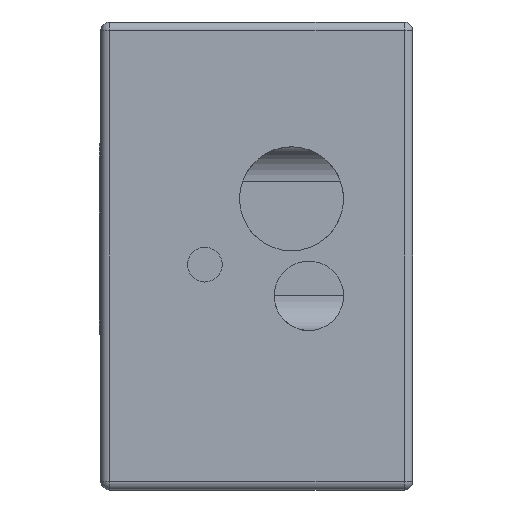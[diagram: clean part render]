
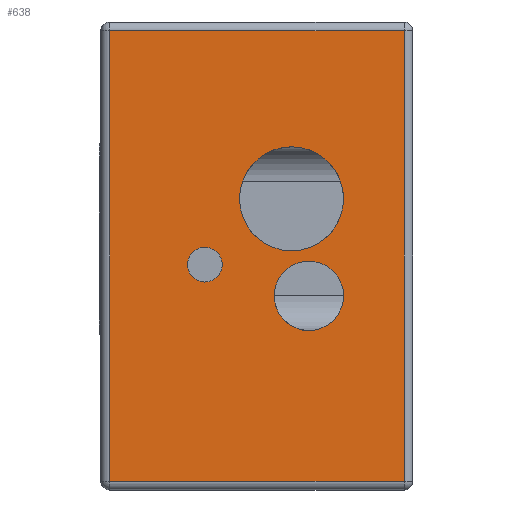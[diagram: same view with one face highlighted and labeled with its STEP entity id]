
A CAD part, left-side view. The second image highlights one B-rep face of the part: STEP entity #638.
In plain terms, the highlighted planar face has unit normal (-1, 0, 0).
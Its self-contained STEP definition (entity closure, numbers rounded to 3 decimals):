
#475 = VERTEX_POINT ( 'NONE', #1631 ) ;
#504 = EDGE_CURVE ( 'NONE', #475, #505, #1694, .T. ) ;
#505 = VERTEX_POINT ( 'NONE', #1752 ) ;
#568 = ORIENTED_EDGE ( 'NONE', *, *, #682, .F. ) ;
#579 = EDGE_LOOP ( 'NONE', ( #635, #617 ) ) ;
#590 = VERTEX_POINT ( 'NONE', #1868 ) ;
#598 = ORIENTED_EDGE ( 'NONE', *, *, #650, .T. ) ;
#599 = EDGE_CURVE ( 'NONE', #811, #883, #1853, .T. ) ;
#617 = ORIENTED_EDGE ( 'NONE', *, *, #504, .F. ) ;
#635 = ORIENTED_EDGE ( 'NONE', *, *, #749, .F. ) ;
#636 = EDGE_CURVE ( 'NONE', #3470, #3479, #1964, .T. ) ;
#638 = ADVANCED_FACE ( 'NONE', ( #1996, #1960, #1950, #1944 ), #2001, .T. ) ;
#639 = ORIENTED_EDGE ( 'NONE', *, *, #636, .F. ) ;
#640 = ORIENTED_EDGE ( 'NONE', *, *, #3475, .F. ) ;
#641 = EDGE_LOOP ( 'NONE', ( #639, #836 ) ) ;
#650 = EDGE_CURVE ( 'NONE', #590, #811, #1979, .T. ) ;
#651 = EDGE_CURVE ( 'NONE', #782, #590, #1975, .T. ) ;
#652 = ORIENTED_EDGE ( 'NONE', *, *, #599, .T. ) ;
#653 = ORIENTED_EDGE ( 'NONE', *, *, #651, .T. ) ;
#682 = EDGE_CURVE ( 'NONE', #3478, #3485, #2049, .T. ) ;
#719 = EDGE_LOOP ( 'NONE', ( #568, #640 ) ) ;
#748 = ORIENTED_EDGE ( 'NONE', *, *, #882, .T. ) ;
#749 = EDGE_CURVE ( 'NONE', #505, #475, #2185, .T. ) ;
#782 = VERTEX_POINT ( 'NONE', #2206 ) ;
#811 = VERTEX_POINT ( 'NONE', #2220 ) ;
#836 = ORIENTED_EDGE ( 'NONE', *, *, #3488, .F. ) ;
#837 = EDGE_LOOP ( 'NONE', ( #748, #653, #598, #652 ) ) ;
#882 = EDGE_CURVE ( 'NONE', #883, #782, #2359, .T. ) ;
#883 = VERTEX_POINT ( 'NONE', #2369 ) ;
#1631 = CARTESIAN_POINT ( 'NONE',  ( 0., -11., -13.2 ) ) ;
#1694 = CIRCLE ( 'NONE', #1697, 3. ) ;
#1697 = AXIS2_PLACEMENT_3D ( 'NONE', #1746, #1745, #1744 ) ;
#1744 = DIRECTION ( 'NONE',  ( 0., 0., 1. ) ) ;
#1745 = DIRECTION ( 'NONE',  ( -1., 0., 0. ) ) ;
#1746 = CARTESIAN_POINT ( 'NONE',  ( 0., -11., -10.2 ) ) ;
#1752 = CARTESIAN_POINT ( 'NONE',  ( 0., -11., -7.2 ) ) ;
#1853 = LINE ( 'NONE', #1913, #1912 ) ;
#1868 = CARTESIAN_POINT ( 'NONE',  ( 0., -0.5, -0.5 ) ) ;
#1911 = DIRECTION ( 'NONE',  ( 0., -1., 0. ) ) ;
#1912 = VECTOR ( 'NONE', #1911, 1000. ) ;
#1913 = CARTESIAN_POINT ( 'NONE',  ( 0., -18., -26.5 ) ) ;
#1943 = AXIS2_PLACEMENT_3D ( 'NONE', #2000, #1999, #1998 ) ;
#1944 = FACE_OUTER_BOUND ( 'NONE', #837, .T. ) ;
#1949 = DIRECTION ( 'NONE',  ( -1., 0., 0. ) ) ;
#1950 = FACE_BOUND ( 'NONE', #579, .T. ) ;
#1958 = AXIS2_PLACEMENT_3D ( 'NONE', #2004, #1949, #1997 ) ;
#1960 = FACE_BOUND ( 'NONE', #641, .T. ) ;
#1964 = CIRCLE ( 'NONE', #1943, 2. ) ;
#1971 = DIRECTION ( 'NONE',  ( 0., 1., 0. ) ) ;
#1972 = VECTOR ( 'NONE', #1971, 1000. ) ;
#1973 = CARTESIAN_POINT ( 'NONE',  ( 0., -18., -0.5 ) ) ;
#1975 = LINE ( 'NONE', #1973, #1972 ) ;
#1976 = DIRECTION ( 'NONE',  ( 0., 0., -1. ) ) ;
#1977 = VECTOR ( 'NONE', #1976, 1000. ) ;
#1978 = CARTESIAN_POINT ( 'NONE',  ( 0., -0.5, -27. ) ) ;
#1979 = LINE ( 'NONE', #1978, #1977 ) ;
#1996 = FACE_BOUND ( 'NONE', #719, .T. ) ;
#1997 = DIRECTION ( 'NONE',  ( 0., 0., 1. ) ) ;
#1998 = DIRECTION ( 'NONE',  ( 0., 0., 1. ) ) ;
#1999 = DIRECTION ( 'NONE',  ( -1., 0., 0. ) ) ;
#2000 = CARTESIAN_POINT ( 'NONE',  ( 0., -12., -15.8 ) ) ;
#2001 = PLANE ( 'NONE',  #1958 ) ;
#2004 = CARTESIAN_POINT ( 'NONE',  ( 0., -18., 0. ) ) ;
#2035 = DIRECTION ( 'NONE',  ( 0., 0., 1. ) ) ;
#2036 = DIRECTION ( 'NONE',  ( -1., 0., 0. ) ) ;
#2037 = AXIS2_PLACEMENT_3D ( 'NONE', #2046, #2036, #2035 ) ;
#2046 = CARTESIAN_POINT ( 'NONE',  ( 0., -6., -14. ) ) ;
#2049 = CIRCLE ( 'NONE', #2037, 1. ) ;
#2140 = CARTESIAN_POINT ( 'NONE',  ( 0., -11., -10.2 ) ) ;
#2174 = DIRECTION ( 'NONE',  ( 0., 0., 1. ) ) ;
#2175 = DIRECTION ( 'NONE',  ( -1., 0., 0. ) ) ;
#2180 = AXIS2_PLACEMENT_3D ( 'NONE', #2140, #2175, #2174 ) ;
#2185 = CIRCLE ( 'NONE', #2180, 3. ) ;
#2206 = CARTESIAN_POINT ( 'NONE',  ( 0., -17.5, -0.5 ) ) ;
#2220 = CARTESIAN_POINT ( 'NONE',  ( 0., -0.5, -26.5 ) ) ;
#2356 = DIRECTION ( 'NONE',  ( 0., 0., 1. ) ) ;
#2357 = VECTOR ( 'NONE', #2356, 1000. ) ;
#2358 = CARTESIAN_POINT ( 'NONE',  ( 0., -17.5, 0. ) ) ;
#2359 = LINE ( 'NONE', #2358, #2357 ) ;
#2369 = CARTESIAN_POINT ( 'NONE',  ( 0., -17.5, -26.5 ) ) ;
#2732 = CARTESIAN_POINT ( 'NONE',  ( 0., -12., -13.8 ) ) ;
#2758 = CARTESIAN_POINT ( 'NONE',  ( 0., -12., -15.8 ) ) ;
#2759 = AXIS2_PLACEMENT_3D ( 'NONE', #2758, #2816, #2815 ) ;
#2769 = CARTESIAN_POINT ( 'NONE',  ( 0., -6., -13. ) ) ;
#2770 = CARTESIAN_POINT ( 'NONE',  ( 0., -6., -15. ) ) ;
#2771 = CARTESIAN_POINT ( 'NONE',  ( 0., -12., -17.8 ) ) ;
#2775 = CIRCLE ( 'NONE', #2759, 2. ) ;
#2776 = DIRECTION ( 'NONE',  ( 0., 0., 1. ) ) ;
#2777 = DIRECTION ( 'NONE',  ( -1., 0., 0. ) ) ;
#2778 = AXIS2_PLACEMENT_3D ( 'NONE', #2783, #2777, #2776 ) ;
#2783 = CARTESIAN_POINT ( 'NONE',  ( 0., -6., -14. ) ) ;
#2784 = CIRCLE ( 'NONE', #2778, 1. ) ;
#2815 = DIRECTION ( 'NONE',  ( 0., 0., 1. ) ) ;
#2816 = DIRECTION ( 'NONE',  ( -1., 0., 0. ) ) ;
#3470 = VERTEX_POINT ( 'NONE', #2732 ) ;
#3475 = EDGE_CURVE ( 'NONE', #3485, #3478, #2784, .T. ) ;
#3478 = VERTEX_POINT ( 'NONE', #2769 ) ;
#3479 = VERTEX_POINT ( 'NONE', #2771 ) ;
#3485 = VERTEX_POINT ( 'NONE', #2770 ) ;
#3488 = EDGE_CURVE ( 'NONE', #3479, #3470, #2775, .T. ) ;
